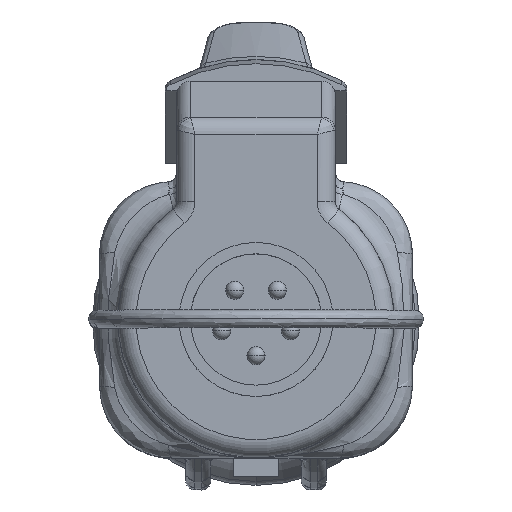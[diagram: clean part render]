
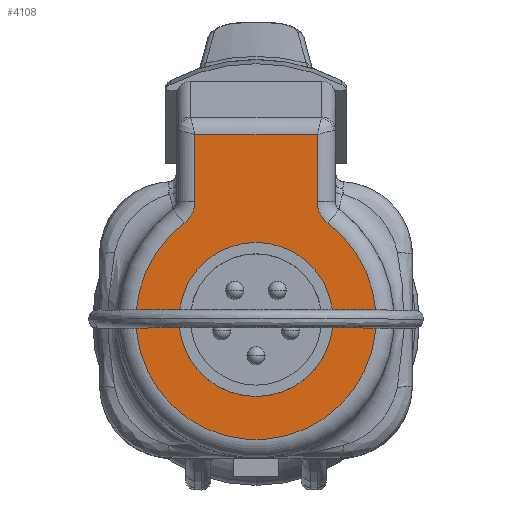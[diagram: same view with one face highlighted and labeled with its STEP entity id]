
A CAD part, top view. The second image highlights one B-rep face of the part: STEP entity #4108.
In plain terms, the highlighted planar face has unit normal (0, 0, 1).
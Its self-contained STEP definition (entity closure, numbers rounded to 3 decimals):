
#609=DIRECTION('',(0.,1.,0.));
#610=VECTOR('',#609,7.417);
#611=CARTESIAN_POINT('',(-6.75,13.,152.4));
#612=LINE('',#611,#610);
#613=DIRECTION('',(-1.,0.,0.));
#614=VECTOR('',#613,13.5);
#615=CARTESIAN_POINT('',(6.75,20.417,152.4));
#616=LINE('',#615,#614);
#617=DIRECTION('',(0.,-1.,0.));
#618=VECTOR('',#617,7.417);
#619=CARTESIAN_POINT('',(6.75,20.417,152.4));
#620=LINE('',#619,#618);
#621=CARTESIAN_POINT('',(9.75,13.,152.4));
#622=DIRECTION('',(0.,0.,1.));
#623=DIRECTION('',(-1.,0.,0.));
#624=AXIS2_PLACEMENT_3D('',#621,#622,#623);
#626=CARTESIAN_POINT('',(0.,0.,152.4));
#627=DIRECTION('',(0.,0.,-1.));
#628=DIRECTION('',(0.6,0.8,0.));
#629=AXIS2_PLACEMENT_3D('',#626,#627,#628);
#631=CARTESIAN_POINT('',(-9.75,13.,152.4));
#632=DIRECTION('',(0.,0.,1.));
#633=DIRECTION('',(0.6,-0.8,0.));
#634=AXIS2_PLACEMENT_3D('',#631,#632,#633);
#636=CARTESIAN_POINT('',(0.,0.,152.4));
#637=DIRECTION('',(0.,0.,1.));
#638=DIRECTION('',(0.,1.,0.));
#639=AXIS2_PLACEMENT_3D('',#636,#637,#638);
#641=CARTESIAN_POINT('',(0.,0.,152.4));
#642=DIRECTION('',(0.,0.,1.));
#643=DIRECTION('',(0.,-1.,0.));
#644=AXIS2_PLACEMENT_3D('',#641,#642,#643);
#652=CARTESIAN_POINT('',(-6.75,20.417,152.4));
#2117=CARTESIAN_POINT('',(6.75,20.417,152.4));
#3121=CARTESIAN_POINT('',(-7.95,10.6,152.4));
#3122=CARTESIAN_POINT('',(-6.75,13.,152.4));
#3123=VERTEX_POINT('',#3121);
#3124=VERTEX_POINT('',#3122);
#3127=CARTESIAN_POINT('',(7.95,10.6,152.4));
#3128=VERTEX_POINT('',#3127);
#3131=CARTESIAN_POINT('',(6.75,13.,152.4));
#3132=VERTEX_POINT('',#3131);
#3137=VERTEX_POINT('',#652);
#3139=VERTEX_POINT('',#2117);
#3163=CARTESIAN_POINT('',(0.,8.5,152.4));
#3164=CARTESIAN_POINT('',(0.,-8.5,152.4));
#3165=VERTEX_POINT('',#3163);
#3166=VERTEX_POINT('',#3164);
#4086=CARTESIAN_POINT('',(0.,0.,152.4));
#4087=DIRECTION('',(0.,0.,-1.));
#4088=DIRECTION('',(0.,-1.,0.));
#4089=AXIS2_PLACEMENT_3D('',#4086,#4087,#4088);
#4090=PLANE('',#4089);
#4092=ORIENTED_EDGE('',*,*,#4091,.T.);
#4094=ORIENTED_EDGE('',*,*,#4093,.F.);
#4096=ORIENTED_EDGE('',*,*,#4095,.T.);
#4097=ORIENTED_EDGE('',*,*,#4079,.T.);
#4098=ORIENTED_EDGE('',*,*,#3685,.T.);
#4099=ORIENTED_EDGE('',*,*,#3701,.T.);
#4100=EDGE_LOOP('',(#4092,#4094,#4096,#4097,#4098,#4099));
#4101=FACE_OUTER_BOUND('',#4100,.F.);
#4103=ORIENTED_EDGE('',*,*,#4102,.T.);
#4105=ORIENTED_EDGE('',*,*,#4104,.T.);
#4106=EDGE_LOOP('',(#4103,#4105));
#4107=FACE_BOUND('',#4106,.F.);
#4108=ADVANCED_FACE('',(#4101,#4107),#4090,.F.);
#625=CIRCLE('',#624,3.);
#630=CIRCLE('',#629,13.25);
#635=CIRCLE('',#634,3.);
#640=CIRCLE('',#639,8.5);
#645=CIRCLE('',#644,8.5);
#3685=EDGE_CURVE('',#3128,#3123,#630,.T.);
#3701=EDGE_CURVE('',#3123,#3124,#635,.T.);
#4079=EDGE_CURVE('',#3132,#3128,#625,.T.);
#4091=EDGE_CURVE('',#3124,#3137,#612,.T.);
#4093=EDGE_CURVE('',#3139,#3137,#616,.T.);
#4095=EDGE_CURVE('',#3139,#3132,#620,.T.);
#4102=EDGE_CURVE('',#3165,#3166,#640,.T.);
#4104=EDGE_CURVE('',#3166,#3165,#645,.T.);
